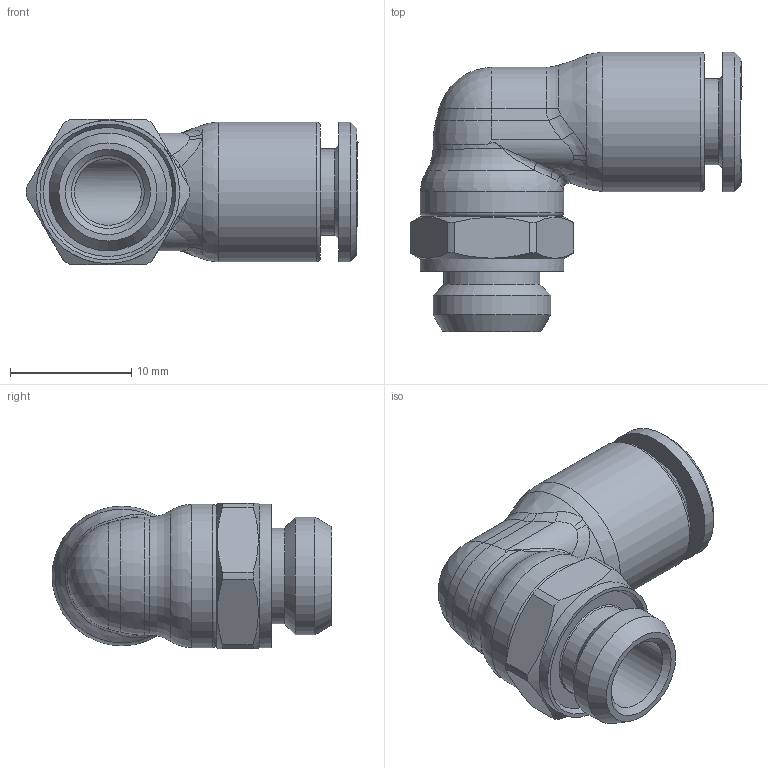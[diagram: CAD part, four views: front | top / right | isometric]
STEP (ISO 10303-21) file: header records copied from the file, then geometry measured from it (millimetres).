
FILE_DESCRIPTION(/* description */ ('STEP AP214'),/* implementation_level */ '2;1');
FILE_NAME(/* name */ 'B0080031',/* time_stamp */ '2023-03-29T16:02:05+02:00',/* author */ ('License CC BY-ND 4.0'),/* organization */ ('CADENAS'),/* preprocessor_version */ 'ST-DEVELOPER v19.3',/* originating_system */ 'PARTsolutions',/* authorisation */ ' ');
FILE_SCHEMA (('AUTOMOTIVE_DESIGN {1 0 10303 214 3 1 1}'));
Length unit declared in the file: millimetre
Products named in the file (1): B0080031
Bounding box: 27.35 x 23.05 x 12 mm (x, y, z)
Volume: 2238.7 mm3; surface area: 2265.7 mm2
Topology: 1 solids, 1 shells, 189 faces, 482 edges, 314 vertices
Faces by surface type: plane 80, bspline 64, cylinder 23, cone 14, torus 7, sphere 1
Full cylindrical faces by diameter (mm): 5.5 x2, 6 x1, 6.15 x1, 7.1 x1, 7.9 x1, 9.7 x1, 11.5 x2, 11.8 x2
Entity records: 9620 total; most frequent: CARTESIAN_POINT 4318, ORIENTED_EDGE 888, DIRECTION 620, EDGE_CURVE 444, VERTEX_POINT 303, EDGE_LOOP 237, FACE_BOUND 237, LINE 216
